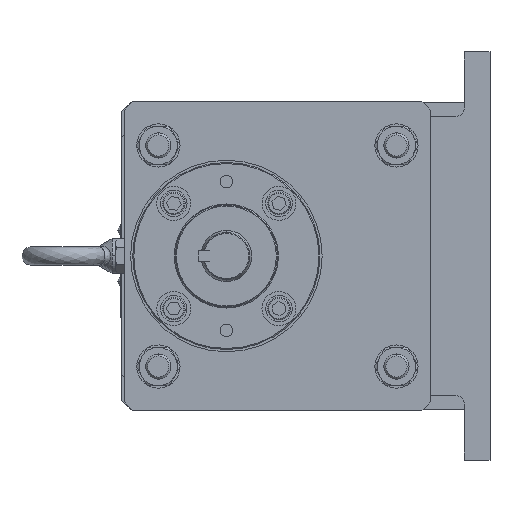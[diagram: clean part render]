
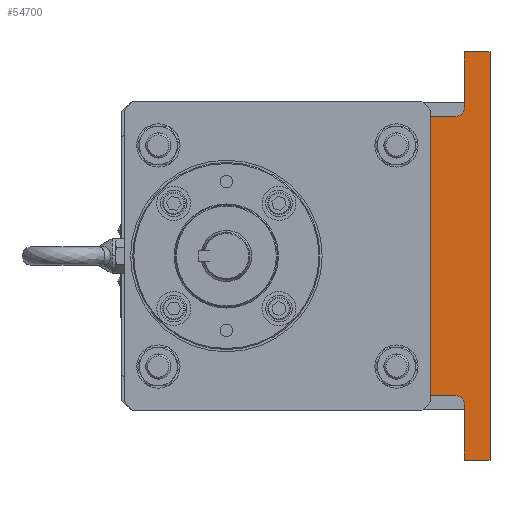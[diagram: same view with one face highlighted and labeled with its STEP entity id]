
A CAD part, left-side view. The second image highlights one B-rep face of the part: STEP entity #54700.
In plain terms, the highlighted planar face has unit normal (-1, 0, 0).
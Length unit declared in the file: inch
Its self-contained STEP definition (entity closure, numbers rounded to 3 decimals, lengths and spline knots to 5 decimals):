
#1261 = EDGE_CURVE ( 'NONE', #41880, #11039, #16483, .T. ) ;
#1772 = ORIENTED_EDGE ( 'NONE', *, *, #110469, .F. ) ;
#2332 = PLANE ( 'NONE',  #26368 ) ;
#5287 = EDGE_CURVE ( 'NONE', #83634, #24918, #40682, .T. ) ;
#6858 = EDGE_CURVE ( 'NONE', #11510, #57419, #7537, .T. ) ;
#7315 = AXIS2_PLACEMENT_3D ( 'NONE', #69850, #64125, #59055 ) ;
#7537 = LINE ( 'NONE', #50956, #42480 ) ;
#8539 = CARTESIAN_POINT ( 'NONE',  ( -2.016, -5.21, 4.11 ) ) ;
#8586 = LINE ( 'NONE', #34231, #40851 ) ;
#11039 = VERTEX_POINT ( 'NONE', #76054 ) ;
#11510 = VERTEX_POINT ( 'NONE', #68045 ) ;
#13434 = EDGE_CURVE ( 'NONE', #11510, #24918, #55432, .T. ) ;
#13566 = DIRECTION ( 'NONE',  ( 0., 0., 1. ) ) ;
#13788 = VECTOR ( 'NONE', #58586, 39.37008 ) ;
#15733 = CARTESIAN_POINT ( 'NONE',  ( -2.016, -5.46, 6. ) ) ;
#16483 = LINE ( 'NONE', #75855, #13788 ) ;
#17046 = ORIENTED_EDGE ( 'NONE', *, *, #1261, .F. ) ;
#17051 = CARTESIAN_POINT ( 'NONE',  ( -2.016, -6.21, 6. ) ) ;
#24918 = VERTEX_POINT ( 'NONE', #75965 ) ;
#25822 = VECTOR ( 'NONE', #69320, 39.37008 ) ;
#26368 = AXIS2_PLACEMENT_3D ( 'NONE', #65053, #46687, #72644 ) ;
#27015 = DIRECTION ( 'NONE',  ( 0., 0., 1. ) ) ;
#34231 = CARTESIAN_POINT ( 'NONE',  ( -2.016, -4.46, -4.11 ) ) ;
#34592 = EDGE_CURVE ( 'NONE', #80552, #41880, #66388, .T. ) ;
#39803 = CARTESIAN_POINT ( 'NONE',  ( -2.016, -4.46, 4.11 ) ) ;
#40404 = LINE ( 'NONE', #90955, #52458 ) ;
#40682 = LINE ( 'NONE', #79422, #60875 ) ;
#40851 = VECTOR ( 'NONE', #27015, 39.37008 ) ;
#41880 = VERTEX_POINT ( 'NONE', #15733 ) ;
#42480 = VECTOR ( 'NONE', #49832, 39.37008 ) ;
#44474 = DIRECTION ( 'NONE',  ( 0., 0., 1. ) ) ;
#44697 = ORIENTED_EDGE ( 'NONE', *, *, #106871, .F. ) ;
#46687 = DIRECTION ( 'NONE',  ( 1., 0., 0. ) ) ;
#46902 = CARTESIAN_POINT ( 'NONE',  ( -2.016, -5.46, -6. ) ) ;
#48984 = ORIENTED_EDGE ( 'NONE', *, *, #34592, .F. ) ;
#49832 = DIRECTION ( 'NONE',  ( 0., 1., 0. ) ) ;
#50956 = CARTESIAN_POINT ( 'NONE',  ( -2.016, -4.46, -4.11 ) ) ;
#52458 = VECTOR ( 'NONE', #75606, 39.37008 ) ;
#52559 = DIRECTION ( 'NONE',  ( 1., 0., 0. ) ) ;
#52788 = FACE_OUTER_BOUND ( 'NONE', #66762, .T. ) ;
#54099 = LINE ( 'NONE', #17051, #25822 ) ;
#54700 = ADVANCED_FACE ( 'NONE', ( #52788 ), #2332, .F. ) ;
#55432 = CIRCLE ( 'NONE', #7315, 0.25 ) ;
#56834 = CARTESIAN_POINT ( 'NONE',  ( -2.016, -5.46, 4.11 ) ) ;
#57419 = VERTEX_POINT ( 'NONE', #94577 ) ;
#58388 = DIRECTION ( 'NONE',  ( 0., -1., 0. ) ) ;
#58586 = DIRECTION ( 'NONE',  ( 0., -1., 0. ) ) ;
#58683 = VERTEX_POINT ( 'NONE', #39803 ) ;
#59055 = DIRECTION ( 'NONE',  ( 0., 0., -1. ) ) ;
#60019 = ORIENTED_EDGE ( 'NONE', *, *, #87826, .F. ) ;
#60875 = VECTOR ( 'NONE', #44474, 39.37008 ) ;
#61231 = DIRECTION ( 'NONE',  ( 0., 0., -1. ) ) ;
#63635 = ORIENTED_EDGE ( 'NONE', *, *, #91137, .F. ) ;
#64049 = EDGE_CURVE ( 'NONE', #80552, #105978, #89632, .T. ) ;
#64125 = DIRECTION ( 'NONE',  ( 1., 0., 0. ) ) ;
#65053 = CARTESIAN_POINT ( 'NONE',  ( -2.016, -4.46, 0. ) ) ;
#66270 = ORIENTED_EDGE ( 'NONE', *, *, #64049, .T. ) ;
#66388 = LINE ( 'NONE', #56834, #67727 ) ;
#66762 = EDGE_LOOP ( 'NONE', ( #17046, #48984, #66270, #1772, #63635, #95807, #95516, #97418, #60019, #44697 ) ) ;
#67727 = VECTOR ( 'NONE', #13566, 39.37008 ) ;
#68045 = CARTESIAN_POINT ( 'NONE',  ( -2.016, -5.21, -4.11 ) ) ;
#68879 = LINE ( 'NONE', #92849, #80922 ) ;
#69320 = DIRECTION ( 'NONE',  ( 0., 0., -1. ) ) ;
#69850 = CARTESIAN_POINT ( 'NONE',  ( -2.016, -5.21, -4.36 ) ) ;
#72312 = CARTESIAN_POINT ( 'NONE',  ( -2.016, -6.21, -6. ) ) ;
#72644 = DIRECTION ( 'NONE',  ( 0., 1., 0. ) ) ;
#75606 = DIRECTION ( 'NONE',  ( 0., 1., 0. ) ) ;
#75855 = CARTESIAN_POINT ( 'NONE',  ( -2.016, -5.46, 6. ) ) ;
#75965 = CARTESIAN_POINT ( 'NONE',  ( -2.016, -5.46, -4.36 ) ) ;
#76054 = CARTESIAN_POINT ( 'NONE',  ( -2.016, -6.21, 6. ) ) ;
#79422 = CARTESIAN_POINT ( 'NONE',  ( -2.016, -5.46, -4.11 ) ) ;
#80552 = VERTEX_POINT ( 'NONE', #109083 ) ;
#80922 = VECTOR ( 'NONE', #58388, 39.37008 ) ;
#83634 = VERTEX_POINT ( 'NONE', #46902 ) ;
#86361 = CARTESIAN_POINT ( 'NONE',  ( -2.016, -5.21, 4.36 ) ) ;
#87826 = EDGE_CURVE ( 'NONE', #94048, #83634, #40404, .T. ) ;
#89632 = CIRCLE ( 'NONE', #97845, 0.25 ) ;
#90955 = CARTESIAN_POINT ( 'NONE',  ( -2.016, -6.21, -6. ) ) ;
#91137 = EDGE_CURVE ( 'NONE', #57419, #58683, #8586, .T. ) ;
#92849 = CARTESIAN_POINT ( 'NONE',  ( -2.016, -4.46, 4.11 ) ) ;
#94048 = VERTEX_POINT ( 'NONE', #72312 ) ;
#94577 = CARTESIAN_POINT ( 'NONE',  ( -2.016, -4.46, -4.11 ) ) ;
#95516 = ORIENTED_EDGE ( 'NONE', *, *, #13434, .T. ) ;
#95807 = ORIENTED_EDGE ( 'NONE', *, *, #6858, .F. ) ;
#97418 = ORIENTED_EDGE ( 'NONE', *, *, #5287, .F. ) ;
#97845 = AXIS2_PLACEMENT_3D ( 'NONE', #86361, #52559, #61231 ) ;
#105978 = VERTEX_POINT ( 'NONE', #8539 ) ;
#106871 = EDGE_CURVE ( 'NONE', #11039, #94048, #54099, .T. ) ;
#109083 = CARTESIAN_POINT ( 'NONE',  ( -2.016, -5.46, 4.36 ) ) ;
#110469 = EDGE_CURVE ( 'NONE', #58683, #105978, #68879, .T. ) ;
